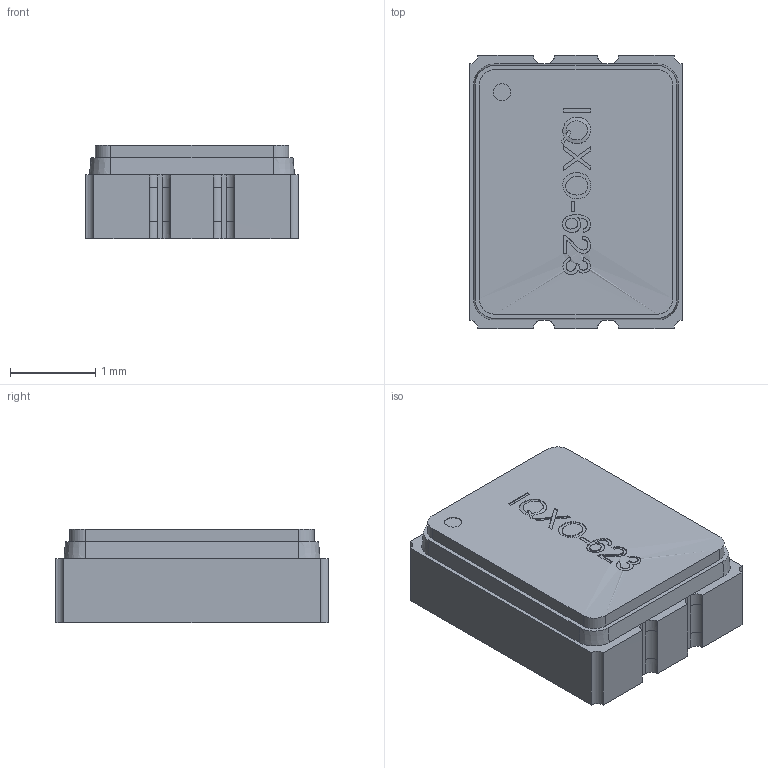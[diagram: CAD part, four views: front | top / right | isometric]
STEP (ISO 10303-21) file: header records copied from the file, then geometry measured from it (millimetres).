
FILE_DESCRIPTION(/* description */ ('Unknown'),/* implementation_level */ '2;1');
FILE_NAME(/* name */ 'Y_Wurth_WE-SPXO-IQXO-623',/* time_stamp */ '2025-09-03T17:31:56+08:00',/* author */ ('Unknown'),/* organization */ ('Unknown'),/* preprocessor_version */ 'ST-DEVELOPER v19.4',/* originating_system */ 'Solid Edge',/* authorisation */ 'Unknown');
FILE_SCHEMA (('AUTOMOTIVE_DESIGN {1 0 10303 214 3 1 1}'));
Length unit declared in the file: millimetre
Products named in the file (2): Y_Wurth_WE-SPXO-IQXO-623
Assembly tree (1 placements, depth 2):
  Y_Wurth_WE-SPXO-IQXO-623
    Y_Wurth_WE-SPXO-IQXO-623
Bounding box: 2.5 x 3.2 x 1.1 mm (x, y, z)
Volume: 8.3 mm3; surface area: 28 mm2
Topology: 1 solids, 1 shells, 119 faces, 317 edges, 213 vertices
Faces by surface type: plane 66, cylinder 40, bspline 9, cone 4
Full cylindrical faces by diameter (mm): 0.2 x1
Entity records: 4871 total; most frequent: CARTESIAN_POINT 1354, ORIENTED_EDGE 626, DIRECTION 409, EDGE_CURVE 313, VERTEX_POINT 213, B_SPLINE_CURVE_WITH_KNOTS 170, AXIS2_PLACEMENT_3D 154, EDGE_LOOP 136
